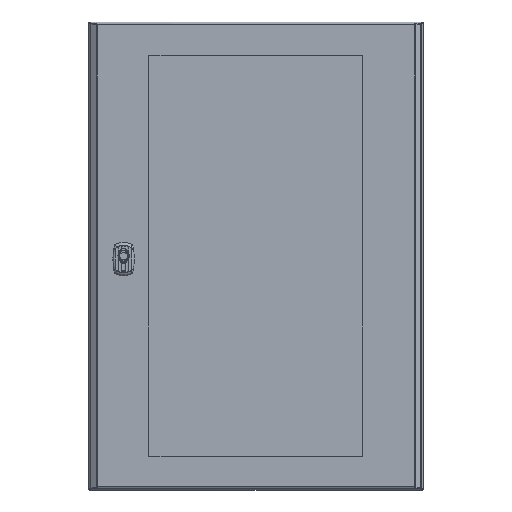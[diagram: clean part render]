
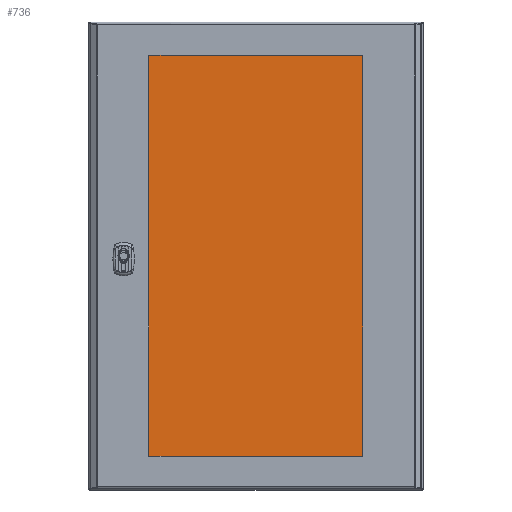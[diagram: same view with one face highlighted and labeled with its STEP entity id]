
A CAD part, top view. The second image highlights one B-rep face of the part: STEP entity #736.
In plain terms, the highlighted planar face has unit normal (0, 0, 1).
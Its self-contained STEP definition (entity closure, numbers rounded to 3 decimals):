
#736=ADVANCED_FACE('',(#4149),#4150,.T.);
#4149=FACE_OUTER_BOUND('',#11821,.T.);
#4150=PLANE('',#11822);
#11821=EDGE_LOOP('',(#32742,#32743,#32744,#32745));
#11822=AXIS2_PLACEMENT_3D('',#32746,#32747,#32748);
#32742=ORIENTED_EDGE('',*,*,#50176,.T.);
#32743=ORIENTED_EDGE('',*,*,#50177,.T.);
#32744=ORIENTED_EDGE('',*,*,#50178,.T.);
#32745=ORIENTED_EDGE('',*,*,#50179,.T.);
#32746=CARTESIAN_POINT('',(-0.199,0.0,251.01));
#32747=DIRECTION('',(0.0,0.0,1.0));
#32748=DIRECTION('',(1.0,0.0,0.0));
#50176=EDGE_CURVE('',#57885,#57886,#57887,.T.);
#50177=EDGE_CURVE('',#57886,#57888,#57889,.T.);
#50178=EDGE_CURVE('',#57888,#57890,#57891,.T.);
#50179=EDGE_CURVE('',#57890,#57885,#57892,.T.);
#57885=VERTEX_POINT('',#70972);
#57886=VERTEX_POINT('',#70973);
#57887=LINE('',#70974,#70975);
#57888=VERTEX_POINT('',#70976);
#57889=LINE('',#70977,#70978);
#57890=VERTEX_POINT('',#70979);
#57891=LINE('',#70980,#70981);
#57892=LINE('',#70982,#70983);
#70972=CARTESIAN_POINT('',(161.201,301.4,251.01));
#70973=CARTESIAN_POINT('',(-161.599,301.4,251.01));
#70974=CARTESIAN_POINT('',(161.201,301.4,251.01));
#70975=VECTOR('',#91778,322.8);
#70976=CARTESIAN_POINT('',(-161.599,-301.4,251.01));
#70977=CARTESIAN_POINT('',(-161.599,301.4,251.01));
#70978=VECTOR('',#91779,602.8);
#70979=CARTESIAN_POINT('',(161.201,-301.4,251.01));
#70980=CARTESIAN_POINT('',(-161.599,-301.4,251.01));
#70981=VECTOR('',#91780,322.8);
#70982=CARTESIAN_POINT('',(161.201,-301.4,251.01));
#70983=VECTOR('',#91781,602.8);
#91778=DIRECTION('',(-1.0,0.0,0.0));
#91779=DIRECTION('',(0.0,-1.0,0.0));
#91780=DIRECTION('',(1.0,0.0,0.0));
#91781=DIRECTION('',(0.0,1.0,0.0));
